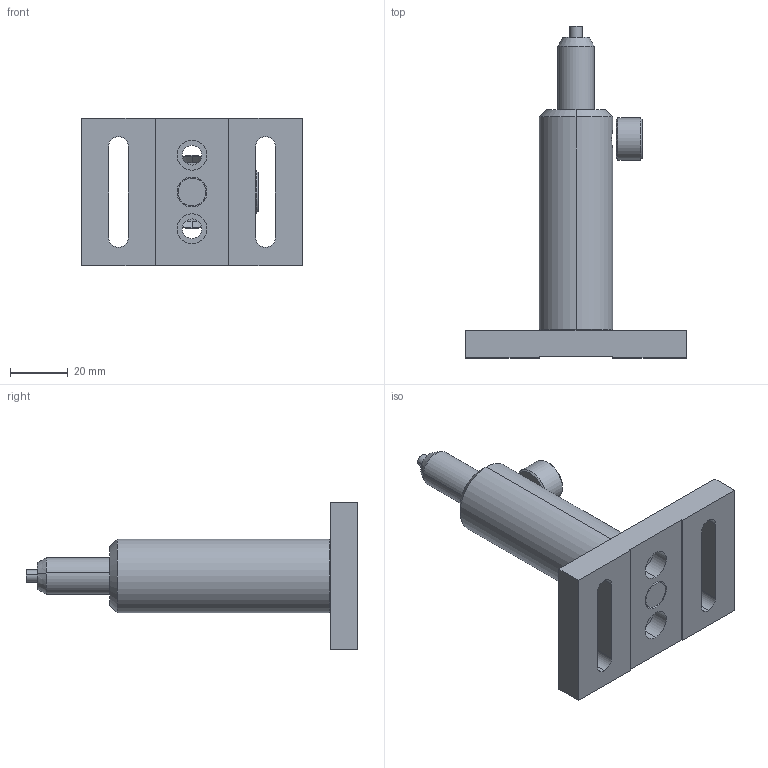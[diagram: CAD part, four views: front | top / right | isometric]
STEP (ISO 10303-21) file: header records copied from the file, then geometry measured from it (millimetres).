
FILE_DESCRIPTION (( 'STEP AP214' ), '1' );
FILE_NAME ('SK-8959.STEP', '2009-10-20T15:19:41', ( 'Ronald Vander Haeghe' ), ( 'Gentec Électro-Optique' ), 'SwSTEP 2.0', 'SolidWorks 2008', '' );
FILE_SCHEMA (( 'AUTOMOTIVE_DESIGN' ));
Length unit declared in the file: millimetre
Products named in the file (1): SK-8959
Bounding box: 76.2 x 114.6 x 50.8 mm (x, y, z)
Surface area: 21960.2 mm2 (no closed solid volume)
Topology: 0 solids, 7 shells, 78 faces, 196 edges, 130 vertices
Faces by surface type: plane 36, cylinder 28, cone 14
Entity records: 3286 total; most frequent: CARTESIAN_POINT 467, DIRECTION 432, ORIENTED_EDGE 362, EDGE_CURVE 196, AXIS2_PLACEMENT_3D 159, VERTEX_POINT 130, VECTOR 114, LINE 114
